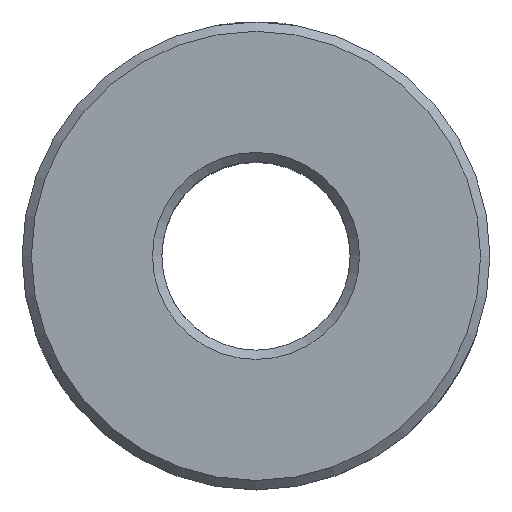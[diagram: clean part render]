
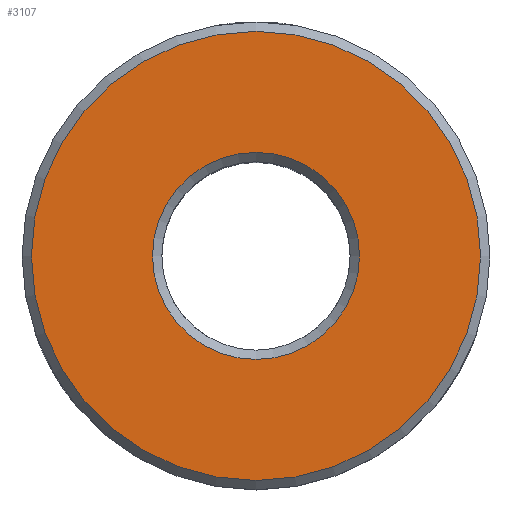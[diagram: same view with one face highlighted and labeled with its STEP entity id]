
A CAD part, top view. The second image highlights one B-rep face of the part: STEP entity #3107.
In plain terms, the highlighted planar face has unit normal (0, 0, 1).
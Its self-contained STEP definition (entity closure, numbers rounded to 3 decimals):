
#641 = CONICAL_SURFACE('',#642,20.,0.785);
#642 = AXIS2_PLACEMENT_3D('',#643,#644,#645);
#643 = CARTESIAN_POINT('',(0.,0.,34.7));
#644 = DIRECTION('',(0.,0.,-1.));
#645 = DIRECTION('',(1.,0.,0.));
#1956 = VERTEX_POINT('',#1957);
#1957 = CARTESIAN_POINT('',(19.2,0.,35.5));
#1980 = EDGE_CURVE('',#1956,#1956,#1981,.T.);
#1981 = SURFACE_CURVE('',#1982,(#1987,#1994),.PCURVE_S1.);
#1982 = CIRCLE('',#1983,19.2);
#1983 = AXIS2_PLACEMENT_3D('',#1984,#1985,#1986);
#1984 = CARTESIAN_POINT('',(0.,0.,35.5));
#1985 = DIRECTION('',(0.,0.,-1.));
#1986 = DIRECTION('',(1.,0.,0.));
#1987 = PCURVE('',#641,#1988);
#1988 = DEFINITIONAL_REPRESENTATION('',(#1989),#1993);
#1989 = LINE('',#1990,#1991);
#1990 = CARTESIAN_POINT('',(0.,-0.8));
#1991 = VECTOR('',#1992,1.);
#1992 = DIRECTION('',(1.,-0.));
#1993 = ( GEOMETRIC_REPRESENTATION_CONTEXT(2) 
PARAMETRIC_REPRESENTATION_CONTEXT() REPRESENTATION_CONTEXT('2D SPACE',''
  ) );
#1994 = PCURVE('',#1995,#2000);
#1995 = PLANE('',#1996);
#1996 = AXIS2_PLACEMENT_3D('',#1997,#1998,#1999);
#1997 = CARTESIAN_POINT('',(0.,0.,35.5));
#1998 = DIRECTION('',(0.,0.,-1.));
#1999 = DIRECTION('',(1.,0.,0.));
#2000 = DEFINITIONAL_REPRESENTATION('',(#2001),#2005);
#2001 = CIRCLE('',#2002,19.2);
#2002 = AXIS2_PLACEMENT_2D('',#2003,#2004);
#2003 = CARTESIAN_POINT('',(0.,0.));
#2004 = DIRECTION('',(1.,0.));
#2005 = ( GEOMETRIC_REPRESENTATION_CONTEXT(2) 
PARAMETRIC_REPRESENTATION_CONTEXT() REPRESENTATION_CONTEXT('2D SPACE',''
  ) );
#3107 = ADVANCED_FACE('',(#3108,#3111),#1995,.F.);
#3108 = FACE_BOUND('',#3109,.F.);
#3109 = EDGE_LOOP('',(#3110));
#3110 = ORIENTED_EDGE('',*,*,#1980,.T.);
#3111 = FACE_BOUND('',#3112,.F.);
#3112 = EDGE_LOOP('',(#3113));
#3113 = ORIENTED_EDGE('',*,*,#3114,.F.);
#3114 = EDGE_CURVE('',#3115,#3115,#3117,.T.);
#3115 = VERTEX_POINT('',#3116);
#3116 = CARTESIAN_POINT('',(8.85,0.,35.5));
#3117 = SURFACE_CURVE('',#3118,(#3123,#3130),.PCURVE_S1.);
#3118 = CIRCLE('',#3119,8.85);
#3119 = AXIS2_PLACEMENT_3D('',#3120,#3121,#3122);
#3120 = CARTESIAN_POINT('',(0.,0.,35.5));
#3121 = DIRECTION('',(0.,0.,-1.));
#3122 = DIRECTION('',(1.,0.,0.));
#3123 = PCURVE('',#1995,#3124);
#3124 = DEFINITIONAL_REPRESENTATION('',(#3125),#3129);
#3125 = CIRCLE('',#3126,8.85);
#3126 = AXIS2_PLACEMENT_2D('',#3127,#3128);
#3127 = CARTESIAN_POINT('',(0.,0.));
#3128 = DIRECTION('',(1.,0.));
#3129 = ( GEOMETRIC_REPRESENTATION_CONTEXT(2) 
PARAMETRIC_REPRESENTATION_CONTEXT() REPRESENTATION_CONTEXT('2D SPACE',''
  ) );
#3130 = PCURVE('',#3131,#3136);
#3131 = CONICAL_SURFACE('',#3132,8.05,0.785);
#3132 = AXIS2_PLACEMENT_3D('',#3133,#3134,#3135);
#3133 = CARTESIAN_POINT('',(0.,0.,34.7));
#3134 = DIRECTION('',(0.,0.,1.));
#3135 = DIRECTION('',(1.,0.,0.));
#3136 = DEFINITIONAL_REPRESENTATION('',(#3137),#3141);
#3137 = LINE('',#3138,#3139);
#3138 = CARTESIAN_POINT('',(-0.,0.8));
#3139 = VECTOR('',#3140,1.);
#3140 = DIRECTION('',(-1.,0.));
#3141 = ( GEOMETRIC_REPRESENTATION_CONTEXT(2) 
PARAMETRIC_REPRESENTATION_CONTEXT() REPRESENTATION_CONTEXT('2D SPACE',''
  ) );
